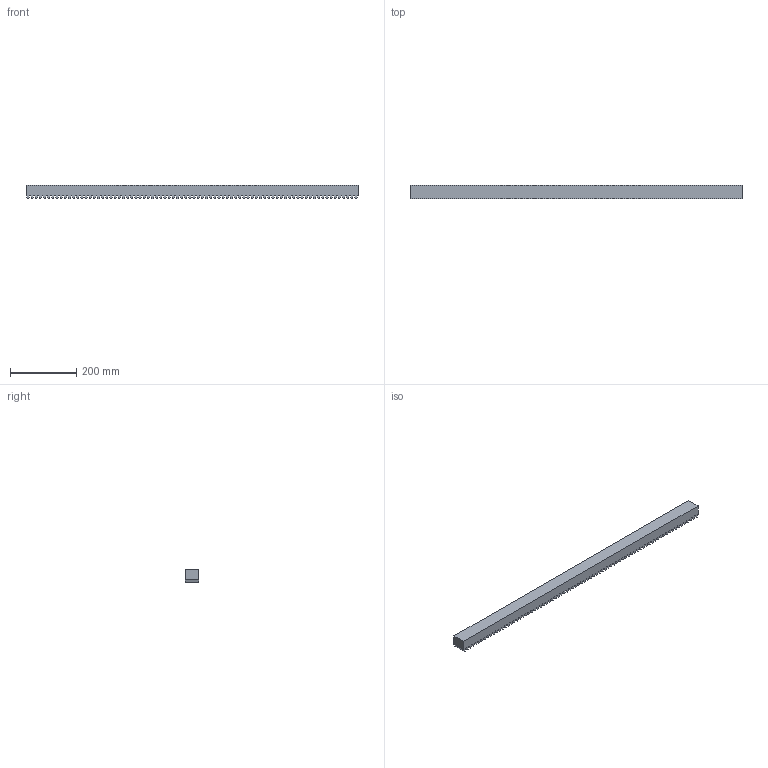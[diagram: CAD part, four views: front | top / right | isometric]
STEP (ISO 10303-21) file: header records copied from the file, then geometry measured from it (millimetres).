
FILE_DESCRIPTION(('STEP AP214'),'1');
FILE_NAME('146-040-010.stp','2017-09-22T09:35:07',('TraceParts'),('TraceParts S.A.'),'Spatial InterOp 3D',' ',' ');
FILE_SCHEMA(('automotive_design'));
Length unit declared in the file: millimetre
Products named in the file (1): 146-040-010
Bounding box: 1004.58 x 40 x 39.7 mm (x, y, z)
Volume: 1425058.5 mm3; surface area: 194407 mm2
Topology: 1 solids, 1 shells, 326 faces, 972 edges, 648 vertices
Faces by surface type: plane 326
Entity records: 13349 total; most frequent: CARTESIAN_POINT 1947, ORIENTED_EDGE 1944, DIRECTION 1626, EDGE_CURVE 972, LINE 972, VECTOR 972, VERTEX_POINT 648, STYLED_ITEM 327
